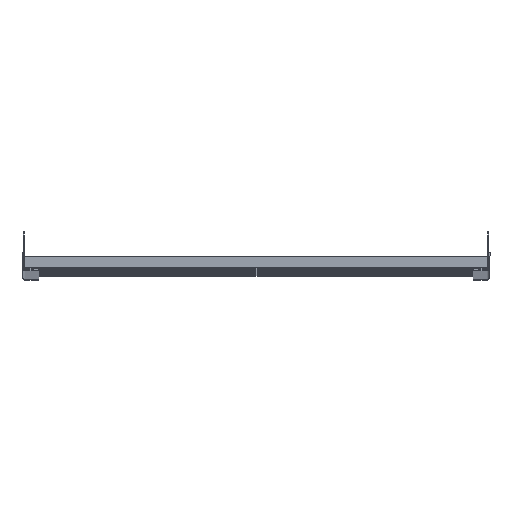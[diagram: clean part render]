
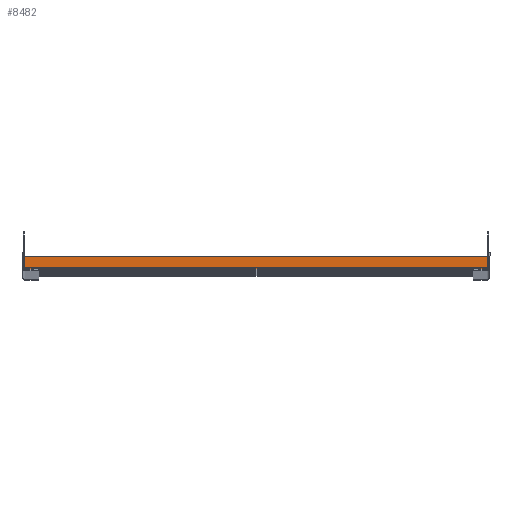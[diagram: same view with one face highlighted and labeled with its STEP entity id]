
A CAD part, top view. The second image highlights one B-rep face of the part: STEP entity #8482.
In plain terms, the highlighted planar face has unit normal (0, 0, 1).
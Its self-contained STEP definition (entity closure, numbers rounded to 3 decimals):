
#101 = FACE_OUTER_BOUND ( 'NONE', #7123, .T. ) ;
#528 = LINE ( 'NONE', #4142, #529 ) ;
#529 = VECTOR ( 'NONE', #4162, 1000. ) ;
#536 = LINE ( 'NONE', #4184, #539 ) ;
#539 = VECTOR ( 'NONE', #4188, 1000. ) ;
#4142 = CARTESIAN_POINT ( 'NONE',  ( 0.7, -18.709, 2877.21 ) ) ;
#4162 = DIRECTION ( 'NONE',  ( -1., 0., 0. ) ) ;
#4184 = CARTESIAN_POINT ( 'NONE',  ( 0.7, -18.709, 2877.21 ) ) ;
#4188 = DIRECTION ( 'NONE',  ( -1., 0., 0. ) ) ;
#4788 = EDGE_CURVE ( 'NONE', #8678, #13496, #528, .T. ) ;
#4793 = EDGE_CURVE ( 'NONE', #13499, #10636, #536, .T. ) ;
#5723 = CARTESIAN_POINT ( 'NONE',  ( -596.3, -2.709, 2877.21 ) ) ;
#5726 = CARTESIAN_POINT ( 'NONE',  ( 0.7, -18.709, 2877.21 ) ) ;
#5731 = CARTESIAN_POINT ( 'NONE',  ( 0.7, -2.709, 2877.21 ) ) ;
#5898 = CARTESIAN_POINT ( 'NONE',  ( 0.7, -18.709, 2877.21 ) ) ;
#5916 = DIRECTION ( 'NONE',  ( -1., 0., 0. ) ) ;
#5937 = CARTESIAN_POINT ( 'NONE',  ( 0.7, -2.709, 2877.21 ) ) ;
#5939 = DIRECTION ( 'NONE',  ( -1., 0., 0. ) ) ;
#5941 = CARTESIAN_POINT ( 'NONE',  ( -596.3, -18.709, 2877.21 ) ) ;
#5942 = DIRECTION ( 'NONE',  ( 0., 1., 0. ) ) ;
#5943 = CARTESIAN_POINT ( 'NONE',  ( 0.7, -18.709, 2877.21 ) ) ;
#5944 = DIRECTION ( 'NONE',  ( 0., 1., 0. ) ) ;
#6342 = LINE ( 'NONE', #5898, #6343 ) ;
#6343 = VECTOR ( 'NONE', #5916, 1000. ) ;
#6362 = LINE ( 'NONE', #5937, #6365 ) ;
#6365 = VECTOR ( 'NONE', #5939, 1000. ) ;
#6366 = LINE ( 'NONE', #5941, #6369 ) ;
#6368 = LINE ( 'NONE', #5943, #6371 ) ;
#6369 = VECTOR ( 'NONE', #5942, 1000. ) ;
#6371 = VECTOR ( 'NONE', #5944, 1000. ) ;
#7123 = EDGE_LOOP ( 'NONE', ( #10342, #10343, #10344, #10345, #10346, #10347, #10348, #10349 ) ) ;
#7524 = CARTESIAN_POINT ( 'NONE',  ( 0.7, -18.709, 2877.21 ) ) ;
#7542 = DIRECTION ( 'NONE',  ( -1., 0., 0. ) ) ;
#7700 = CARTESIAN_POINT ( 'NONE',  ( 0.7, -18.709, 2877.21 ) ) ;
#7718 = DIRECTION ( 'NONE',  ( -1., 0., 0. ) ) ;
#8187 = CARTESIAN_POINT ( 'NONE',  ( -596.3, -18.709, 2877.21 ) ) ;
#8190 = CARTESIAN_POINT ( 'NONE',  ( -17.3, -18.709, 2877.21 ) ) ;
#8277 = CARTESIAN_POINT ( 'NONE',  ( -10.5, -18.709, 2877.21 ) ) ;
#8482 = ADVANCED_FACE ( 'NONE', ( #101 ), #11324, .T. ) ;
#8678 = VERTEX_POINT ( 'NONE', #15208 ) ;
#10342 = ORIENTED_EDGE ( 'NONE', *, *, #18640, .F. ) ;
#10343 = ORIENTED_EDGE ( 'NONE', *, *, #4788, .F. ) ;
#10344 = ORIENTED_EDGE ( 'NONE', *, *, #12420, .F. ) ;
#10345 = ORIENTED_EDGE ( 'NONE', *, *, #4793, .F. ) ;
#10346 = ORIENTED_EDGE ( 'NONE', *, *, #12258, .F. ) ;
#10347 = ORIENTED_EDGE ( 'NONE', *, *, #18613, .F. ) ;
#10348 = ORIENTED_EDGE ( 'NONE', *, *, #18642, .T. ) ;
#10349 = ORIENTED_EDGE ( 'NONE', *, *, #18636, .T. ) ;
#10636 = VERTEX_POINT ( 'NONE', #17183 ) ;
#11317 = CARTESIAN_POINT ( 'NONE',  ( 0.7, -18.709, 2877.21 ) ) ;
#11324 = PLANE ( 'NONE',  #11776 ) ;
#11326 = DIRECTION ( 'NONE',  ( 0., 0., 1. ) ) ;
#11327 = DIRECTION ( 'NONE',  ( 0., -1., 0. ) ) ;
#11776 = AXIS2_PLACEMENT_3D ( 'NONE', #11317, #11326, #11327 ) ;
#12258 = EDGE_CURVE ( 'NONE', #13586, #13499, #16711, .T. ) ;
#12420 = EDGE_CURVE ( 'NONE', #10636, #8678, #16883, .T. ) ;
#13496 = VERTEX_POINT ( 'NONE', #8187 ) ;
#13499 = VERTEX_POINT ( 'NONE', #8190 ) ;
#13586 = VERTEX_POINT ( 'NONE', #8277 ) ;
#15208 = CARTESIAN_POINT ( 'NONE',  ( -585.1, -18.709, 2877.21 ) ) ;
#16711 = LINE ( 'NONE', #7524, #16722 ) ;
#16722 = VECTOR ( 'NONE', #7542, 1000. ) ;
#16883 = LINE ( 'NONE', #7700, #16898 ) ;
#16898 = VECTOR ( 'NONE', #7718, 1000. ) ;
#17183 = CARTESIAN_POINT ( 'NONE',  ( -578.3, -18.709, 2877.21 ) ) ;
#17945 = VERTEX_POINT ( 'NONE', #5723 ) ;
#17948 = VERTEX_POINT ( 'NONE', #5726 ) ;
#17953 = VERTEX_POINT ( 'NONE', #5731 ) ;
#18613 = EDGE_CURVE ( 'NONE', #17948, #13586, #6342, .T. ) ;
#18636 = EDGE_CURVE ( 'NONE', #17953, #17945, #6362, .T. ) ;
#18640 = EDGE_CURVE ( 'NONE', #13496, #17945, #6366, .T. ) ;
#18642 = EDGE_CURVE ( 'NONE', #17948, #17953, #6368, .T. ) ;
